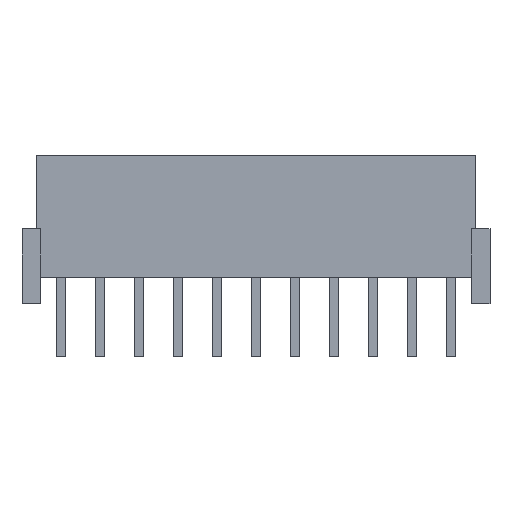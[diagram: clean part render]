
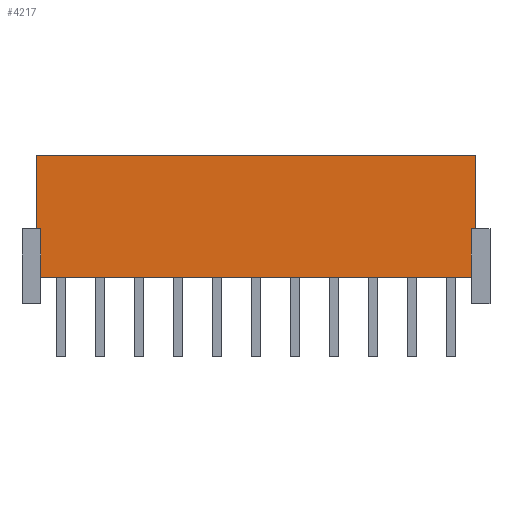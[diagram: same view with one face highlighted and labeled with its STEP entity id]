
A CAD part, front view. The second image highlights one B-rep face of the part: STEP entity #4217.
In plain terms, the highlighted planar face has unit normal (0, -1, 0).
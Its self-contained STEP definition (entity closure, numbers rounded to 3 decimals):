
#44 = PLANE('',#45);
#45 = AXIS2_PLACEMENT_3D('',#46,#47,#48);
#46 = CARTESIAN_POINT('',(14.1,-2.,9.5));
#47 = DIRECTION('',(0.,0.,-1.));
#48 = DIRECTION('',(-1.,0.,0.));
#1484 = VERTEX_POINT('',#1485);
#1485 = CARTESIAN_POINT('',(-14.1,-2.,9.5));
#1499 = PLANE('',#1500);
#1500 = AXIS2_PLACEMENT_3D('',#1501,#1502,#1503);
#1501 = CARTESIAN_POINT('',(-14.1,2.1,9.5));
#1502 = DIRECTION('',(-1.,0.,0.));
#1503 = DIRECTION('',(0.,0.,1.));
#1511 = EDGE_CURVE('',#1512,#1484,#1514,.T.);
#1512 = VERTEX_POINT('',#1513);
#1513 = CARTESIAN_POINT('',(14.1,-2.,9.5));
#1514 = SURFACE_CURVE('',#1515,(#1519,#1526),.PCURVE_S1.);
#1515 = LINE('',#1516,#1517);
#1516 = CARTESIAN_POINT('',(14.1,-2.,9.5));
#1517 = VECTOR('',#1518,1.);
#1518 = DIRECTION('',(-1.,0.,0.));
#1519 = PCURVE('',#44,#1520);
#1520 = DEFINITIONAL_REPRESENTATION('',(#1521),#1525);
#1521 = LINE('',#1522,#1523);
#1522 = CARTESIAN_POINT('',(0.,0.));
#1523 = VECTOR('',#1524,1.);
#1524 = DIRECTION('',(1.,0.));
#1525 = ( GEOMETRIC_REPRESENTATION_CONTEXT(2) 
PARAMETRIC_REPRESENTATION_CONTEXT() REPRESENTATION_CONTEXT('2D SPACE',''
  ) );
#1526 = PCURVE('',#1527,#1532);
#1527 = PLANE('',#1528);
#1528 = AXIS2_PLACEMENT_3D('',#1529,#1530,#1531);
#1529 = CARTESIAN_POINT('',(14.1,-2.,9.5));
#1530 = DIRECTION('',(0.,1.,0.));
#1531 = DIRECTION('',(0.,0.,1.));
#1532 = DEFINITIONAL_REPRESENTATION('',(#1533),#1537);
#1533 = LINE('',#1534,#1535);
#1534 = CARTESIAN_POINT('',(0.,0.));
#1535 = VECTOR('',#1536,1.);
#1536 = DIRECTION('',(0.,-1.));
#1537 = ( GEOMETRIC_REPRESENTATION_CONTEXT(2) 
PARAMETRIC_REPRESENTATION_CONTEXT() REPRESENTATION_CONTEXT('2D SPACE',''
  ) );
#1555 = PLANE('',#1556);
#1556 = AXIS2_PLACEMENT_3D('',#1557,#1558,#1559);
#1557 = CARTESIAN_POINT('',(14.1,2.1,9.5));
#1558 = DIRECTION('',(-1.,0.,0.));
#1559 = DIRECTION('',(0.,0.,1.));
#2158 = VERTEX_POINT('',#2159);
#2159 = CARTESIAN_POINT('',(-14.1,-2.,4.8));
#2175 = PLANE('',#2176);
#2176 = AXIS2_PLACEMENT_3D('',#2177,#2178,#2179);
#2177 = CARTESIAN_POINT('',(14.1,2.1,4.8));
#2178 = DIRECTION('',(0.,0.,-1.));
#2179 = DIRECTION('',(-1.,0.,0.));
#2187 = EDGE_CURVE('',#1484,#2158,#2188,.T.);
#2188 = SURFACE_CURVE('',#2189,(#2193,#2200),.PCURVE_S1.);
#2189 = LINE('',#2190,#2191);
#2190 = CARTESIAN_POINT('',(-14.1,-2.,9.5));
#2191 = VECTOR('',#2192,1.);
#2192 = DIRECTION('',(0.,0.,-1.));
#2193 = PCURVE('',#1499,#2194);
#2194 = DEFINITIONAL_REPRESENTATION('',(#2195),#2199);
#2195 = LINE('',#2196,#2197);
#2196 = CARTESIAN_POINT('',(0.,-4.1));
#2197 = VECTOR('',#2198,1.);
#2198 = DIRECTION('',(-1.,0.));
#2199 = ( GEOMETRIC_REPRESENTATION_CONTEXT(2) 
PARAMETRIC_REPRESENTATION_CONTEXT() REPRESENTATION_CONTEXT('2D SPACE',''
  ) );
#2200 = PCURVE('',#1527,#2201);
#2201 = DEFINITIONAL_REPRESENTATION('',(#2202),#2206);
#2202 = LINE('',#2203,#2204);
#2203 = CARTESIAN_POINT('',(0.,-28.2));
#2204 = VECTOR('',#2205,1.);
#2205 = DIRECTION('',(-1.,0.));
#2206 = ( GEOMETRIC_REPRESENTATION_CONTEXT(2) 
PARAMETRIC_REPRESENTATION_CONTEXT() REPRESENTATION_CONTEXT('2D SPACE',''
  ) );
#2555 = PLANE('',#2556);
#2556 = AXIS2_PLACEMENT_3D('',#2557,#2558,#2559);
#2557 = CARTESIAN_POINT('',(14.1,2.1,4.8));
#2558 = DIRECTION('',(0.,0.,-1.));
#2559 = DIRECTION('',(-1.,0.,0.));
#2695 = PLANE('',#2696);
#2696 = AXIS2_PLACEMENT_3D('',#2697,#2698,#2699);
#2697 = CARTESIAN_POINT('',(14.1,2.1,1.7));
#2698 = DIRECTION('',(0.,0.,1.));
#2699 = DIRECTION('',(0.,-1.,0.));
#4217 = ADVANCED_FACE('',(#4218),#1527,.F.);
#4218 = FACE_BOUND('',#4219,.T.);
#4219 = EDGE_LOOP('',(#4220,#4221,#4244,#4272,#4295,#4323,#4346,#4367));
#4220 = ORIENTED_EDGE('',*,*,#2187,.T.);
#4221 = ORIENTED_EDGE('',*,*,#4222,.T.);
#4222 = EDGE_CURVE('',#2158,#4223,#4225,.T.);
#4223 = VERTEX_POINT('',#4224);
#4224 = CARTESIAN_POINT('',(-13.8,-2.,4.8));
#4225 = SURFACE_CURVE('',#4226,(#4230,#4237),.PCURVE_S1.);
#4226 = LINE('',#4227,#4228);
#4227 = CARTESIAN_POINT('',(14.1,-2.,4.8));
#4228 = VECTOR('',#4229,1.);
#4229 = DIRECTION('',(1.,0.,0.));
#4230 = PCURVE('',#1527,#4231);
#4231 = DEFINITIONAL_REPRESENTATION('',(#4232),#4236);
#4232 = LINE('',#4233,#4234);
#4233 = CARTESIAN_POINT('',(-4.7,0.));
#4234 = VECTOR('',#4235,1.);
#4235 = DIRECTION('',(0.,1.));
#4236 = ( GEOMETRIC_REPRESENTATION_CONTEXT(2) 
PARAMETRIC_REPRESENTATION_CONTEXT() REPRESENTATION_CONTEXT('2D SPACE',''
  ) );
#4237 = PCURVE('',#2175,#4238);
#4238 = DEFINITIONAL_REPRESENTATION('',(#4239),#4243);
#4239 = LINE('',#4240,#4241);
#4240 = CARTESIAN_POINT('',(0.,-4.1));
#4241 = VECTOR('',#4242,1.);
#4242 = DIRECTION('',(-1.,0.));
#4243 = ( GEOMETRIC_REPRESENTATION_CONTEXT(2) 
PARAMETRIC_REPRESENTATION_CONTEXT() REPRESENTATION_CONTEXT('2D SPACE',''
  ) );
#4244 = ORIENTED_EDGE('',*,*,#4245,.F.);
#4245 = EDGE_CURVE('',#4246,#4223,#4248,.T.);
#4246 = VERTEX_POINT('',#4247);
#4247 = CARTESIAN_POINT('',(-13.8,-2.,1.7));
#4248 = SURFACE_CURVE('',#4249,(#4253,#4260),.PCURVE_S1.);
#4249 = LINE('',#4250,#4251);
#4250 = CARTESIAN_POINT('',(-13.8,-2.,9.5));
#4251 = VECTOR('',#4252,1.);
#4252 = DIRECTION('',(0.,0.,1.));
#4253 = PCURVE('',#1527,#4254);
#4254 = DEFINITIONAL_REPRESENTATION('',(#4255),#4259);
#4255 = LINE('',#4256,#4257);
#4256 = CARTESIAN_POINT('',(0.,-27.9));
#4257 = VECTOR('',#4258,1.);
#4258 = DIRECTION('',(1.,0.));
#4259 = ( GEOMETRIC_REPRESENTATION_CONTEXT(2) 
PARAMETRIC_REPRESENTATION_CONTEXT() REPRESENTATION_CONTEXT('2D SPACE',''
  ) );
#4260 = PCURVE('',#4261,#4266);
#4261 = PLANE('',#4262);
#4262 = AXIS2_PLACEMENT_3D('',#4263,#4264,#4265);
#4263 = CARTESIAN_POINT('',(-13.8,3.,4.8));
#4264 = DIRECTION('',(-1.,0.,0.));
#4265 = DIRECTION('',(0.,0.,-1.));
#4266 = DEFINITIONAL_REPRESENTATION('',(#4267),#4271);
#4267 = LINE('',#4268,#4269);
#4268 = CARTESIAN_POINT('',(-4.7,5.));
#4269 = VECTOR('',#4270,1.);
#4270 = DIRECTION('',(-1.,0.));
#4271 = ( GEOMETRIC_REPRESENTATION_CONTEXT(2) 
PARAMETRIC_REPRESENTATION_CONTEXT() REPRESENTATION_CONTEXT('2D SPACE',''
  ) );
#4272 = ORIENTED_EDGE('',*,*,#4273,.F.);
#4273 = EDGE_CURVE('',#4274,#4246,#4276,.T.);
#4274 = VERTEX_POINT('',#4275);
#4275 = CARTESIAN_POINT('',(13.8,-2.,1.7));
#4276 = SURFACE_CURVE('',#4277,(#4281,#4288),.PCURVE_S1.);
#4277 = LINE('',#4278,#4279);
#4278 = CARTESIAN_POINT('',(14.1,-2.,1.7));
#4279 = VECTOR('',#4280,1.);
#4280 = DIRECTION('',(-1.,0.,0.));
#4281 = PCURVE('',#1527,#4282);
#4282 = DEFINITIONAL_REPRESENTATION('',(#4283),#4287);
#4283 = LINE('',#4284,#4285);
#4284 = CARTESIAN_POINT('',(-7.8,0.));
#4285 = VECTOR('',#4286,1.);
#4286 = DIRECTION('',(0.,-1.));
#4287 = ( GEOMETRIC_REPRESENTATION_CONTEXT(2) 
PARAMETRIC_REPRESENTATION_CONTEXT() REPRESENTATION_CONTEXT('2D SPACE',''
  ) );
#4288 = PCURVE('',#2695,#4289);
#4289 = DEFINITIONAL_REPRESENTATION('',(#4290),#4294);
#4290 = LINE('',#4291,#4292);
#4291 = CARTESIAN_POINT('',(4.1,0.));
#4292 = VECTOR('',#4293,1.);
#4293 = DIRECTION('',(0.,-1.));
#4294 = ( GEOMETRIC_REPRESENTATION_CONTEXT(2) 
PARAMETRIC_REPRESENTATION_CONTEXT() REPRESENTATION_CONTEXT('2D SPACE',''
  ) );
#4295 = ORIENTED_EDGE('',*,*,#4296,.F.);
#4296 = EDGE_CURVE('',#4297,#4274,#4299,.T.);
#4297 = VERTEX_POINT('',#4298);
#4298 = CARTESIAN_POINT('',(13.8,-2.,4.8));
#4299 = SURFACE_CURVE('',#4300,(#4304,#4311),.PCURVE_S1.);
#4300 = LINE('',#4301,#4302);
#4301 = CARTESIAN_POINT('',(13.8,-2.,9.5));
#4302 = VECTOR('',#4303,1.);
#4303 = DIRECTION('',(0.,0.,-1.));
#4304 = PCURVE('',#1527,#4305);
#4305 = DEFINITIONAL_REPRESENTATION('',(#4306),#4310);
#4306 = LINE('',#4307,#4308);
#4307 = CARTESIAN_POINT('',(0.,-0.3));
#4308 = VECTOR('',#4309,1.);
#4309 = DIRECTION('',(-1.,0.));
#4310 = ( GEOMETRIC_REPRESENTATION_CONTEXT(2) 
PARAMETRIC_REPRESENTATION_CONTEXT() REPRESENTATION_CONTEXT('2D SPACE',''
  ) );
#4311 = PCURVE('',#4312,#4317);
#4312 = PLANE('',#4313);
#4313 = AXIS2_PLACEMENT_3D('',#4314,#4315,#4316);
#4314 = CARTESIAN_POINT('',(13.8,3.,4.8));
#4315 = DIRECTION('',(1.,0.,0.));
#4316 = DIRECTION('',(0.,0.,-1.));
#4317 = DEFINITIONAL_REPRESENTATION('',(#4318),#4322);
#4318 = LINE('',#4319,#4320);
#4319 = CARTESIAN_POINT('',(-4.7,-5.));
#4320 = VECTOR('',#4321,1.);
#4321 = DIRECTION('',(1.,0.));
#4322 = ( GEOMETRIC_REPRESENTATION_CONTEXT(2) 
PARAMETRIC_REPRESENTATION_CONTEXT() REPRESENTATION_CONTEXT('2D SPACE',''
  ) );
#4323 = ORIENTED_EDGE('',*,*,#4324,.F.);
#4324 = EDGE_CURVE('',#4325,#4297,#4327,.T.);
#4325 = VERTEX_POINT('',#4326);
#4326 = CARTESIAN_POINT('',(14.1,-2.,4.8));
#4327 = SURFACE_CURVE('',#4328,(#4332,#4339),.PCURVE_S1.);
#4328 = LINE('',#4329,#4330);
#4329 = CARTESIAN_POINT('',(14.1,-2.,4.8));
#4330 = VECTOR('',#4331,1.);
#4331 = DIRECTION('',(-1.,0.,0.));
#4332 = PCURVE('',#1527,#4333);
#4333 = DEFINITIONAL_REPRESENTATION('',(#4334),#4338);
#4334 = LINE('',#4335,#4336);
#4335 = CARTESIAN_POINT('',(-4.7,0.));
#4336 = VECTOR('',#4337,1.);
#4337 = DIRECTION('',(0.,-1.));
#4338 = ( GEOMETRIC_REPRESENTATION_CONTEXT(2) 
PARAMETRIC_REPRESENTATION_CONTEXT() REPRESENTATION_CONTEXT('2D SPACE',''
  ) );
#4339 = PCURVE('',#2555,#4340);
#4340 = DEFINITIONAL_REPRESENTATION('',(#4341),#4345);
#4341 = LINE('',#4342,#4343);
#4342 = CARTESIAN_POINT('',(0.,-4.1));
#4343 = VECTOR('',#4344,1.);
#4344 = DIRECTION('',(1.,0.));
#4345 = ( GEOMETRIC_REPRESENTATION_CONTEXT(2) 
PARAMETRIC_REPRESENTATION_CONTEXT() REPRESENTATION_CONTEXT('2D SPACE',''
  ) );
#4346 = ORIENTED_EDGE('',*,*,#4347,.F.);
#4347 = EDGE_CURVE('',#1512,#4325,#4348,.T.);
#4348 = SURFACE_CURVE('',#4349,(#4353,#4360),.PCURVE_S1.);
#4349 = LINE('',#4350,#4351);
#4350 = CARTESIAN_POINT('',(14.1,-2.,9.5));
#4351 = VECTOR('',#4352,1.);
#4352 = DIRECTION('',(0.,0.,-1.));
#4353 = PCURVE('',#1527,#4354);
#4354 = DEFINITIONAL_REPRESENTATION('',(#4355),#4359);
#4355 = LINE('',#4356,#4357);
#4356 = CARTESIAN_POINT('',(0.,0.));
#4357 = VECTOR('',#4358,1.);
#4358 = DIRECTION('',(-1.,0.));
#4359 = ( GEOMETRIC_REPRESENTATION_CONTEXT(2) 
PARAMETRIC_REPRESENTATION_CONTEXT() REPRESENTATION_CONTEXT('2D SPACE',''
  ) );
#4360 = PCURVE('',#1555,#4361);
#4361 = DEFINITIONAL_REPRESENTATION('',(#4362),#4366);
#4362 = LINE('',#4363,#4364);
#4363 = CARTESIAN_POINT('',(0.,-4.1));
#4364 = VECTOR('',#4365,1.);
#4365 = DIRECTION('',(-1.,0.));
#4366 = ( GEOMETRIC_REPRESENTATION_CONTEXT(2) 
PARAMETRIC_REPRESENTATION_CONTEXT() REPRESENTATION_CONTEXT('2D SPACE',''
  ) );
#4367 = ORIENTED_EDGE('',*,*,#1511,.T.);
